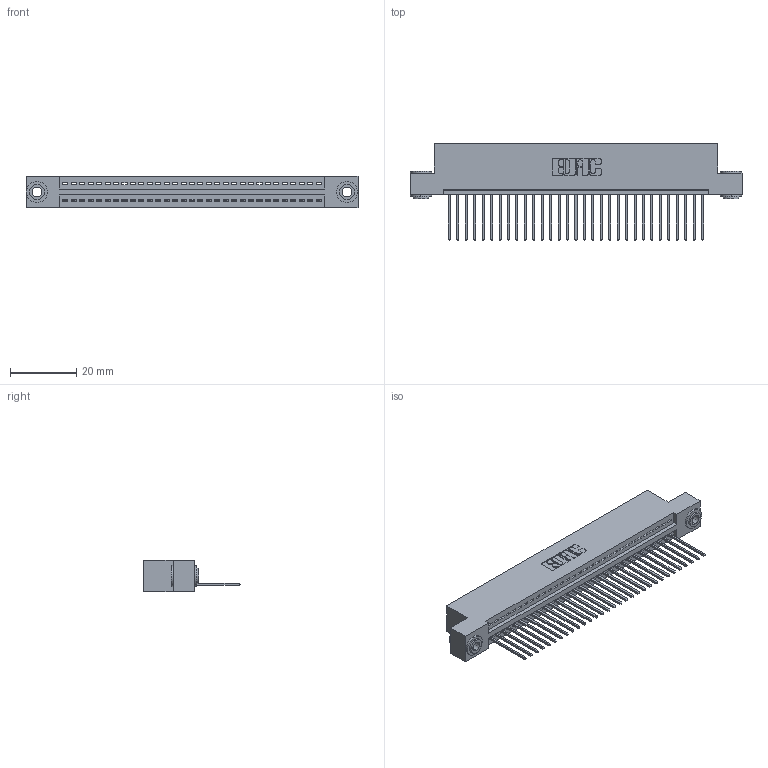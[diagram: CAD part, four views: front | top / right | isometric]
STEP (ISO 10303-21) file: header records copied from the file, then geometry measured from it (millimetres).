
FILE_DESCRIPTION (( 'STEP AP203' ), '1' );
FILE_NAME ('345-031-540-103.STEP', '2019-10-07T12:03:05', ( '' ), ( '' ), 'SwSTEP 2.0', 'SolidWorks 2016', '' );
FILE_SCHEMA (( 'CONFIG_CONTROL_DESIGN' ));
Length unit declared in the file: inch
Products named in the file (4): 345 Part_Flush Mounting Lugs - 0.156 Dia-TH; 345-292-001_345-293-140; 345-031-540-103; 345-250-002_345-250-002-102
Assembly tree (34 placements, depth 2):
  345-031-540-103
    345 Part_Flush Mounting Lugs - 0.156 Dia-TH
    345-292-001_345-293-140  x31
    345-250-002_345-250-002-102  x2
Bounding box: 99.95 x 29.13 x 9.4 mm (x, y, z)
Volume: 9464.5 mm3; surface area: 12944.5 mm2
Topology: 34 solids, 34 shells, 1962 faces, 5873 edges, 3870 vertices
Faces by surface type: plane 1330, cylinder 624, cone 8
Entity records: 25480 total; most frequent: CARTESIAN_POINT 4392, ORIENTED_EDGE 4350, DIRECTION 3883, EDGE_CURVE 2175, LINE 1895, VECTOR 1895, VERTEX_POINT 1446, AXIS2_PLACEMENT_3D 994
